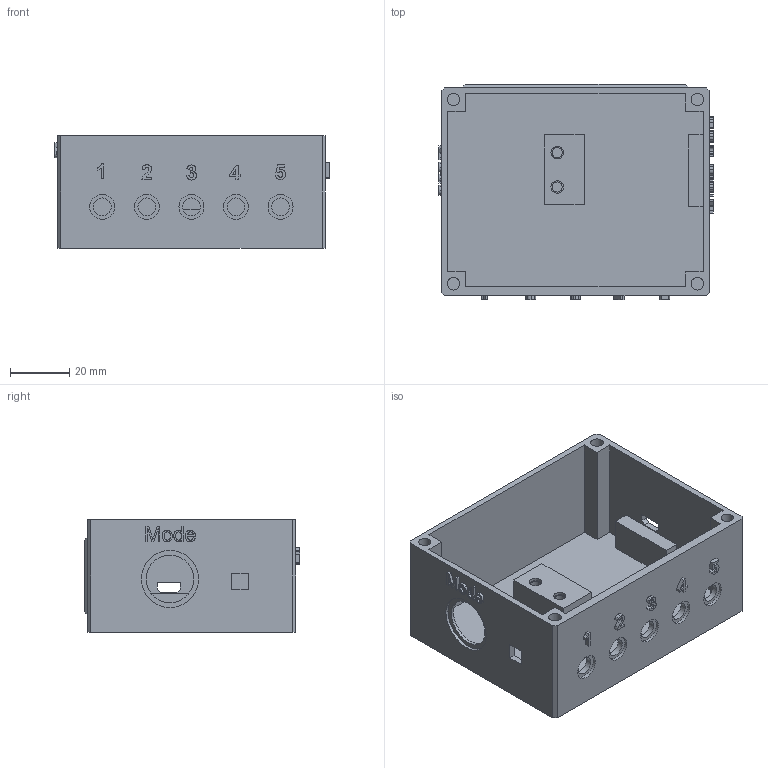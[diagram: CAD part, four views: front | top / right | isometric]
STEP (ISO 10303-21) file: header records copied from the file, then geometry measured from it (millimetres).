
FILE_DESCRIPTION(/* description */ (''),/* implementation_level */ '2;1');
FILE_NAME(/* name */ 'Boitier.step',/* time_stamp */ '2024-04-10T11:54:05-04:00',/* author */ (''),/* organization */ (''),/* preprocessor_version */ 'ST-DEVELOPER v20',/* originating_system */ 'Autodesk Translation Framework v12.20.1.177',/* authorisation */ '');
FILE_SCHEMA (('AUTOMOTIVE_DESIGN { 1 0 10303 214 3 1 1 }'));
Length unit declared in the file: millimetre
Products named in the file (1): Boitier (1)
Bounding box: 92.4 x 72.6 x 38 mm (x, y, z)
Volume: 47292 mm3; surface area: 37356.6 mm2
Topology: 1 solids, 1 shells, 442 faces, 1197 edges, 800 vertices
Faces by surface type: bspline 223, plane 199, cylinder 20
Full cylindrical faces by diameter (mm): 3.4 x2, 4.2 x6, 6 x5, 8.4 x5, 16 x1, 19.2 x1
Entity records: 15958 total; most frequent: CARTESIAN_POINT 6273, ORIENTED_EDGE 2394, DIRECTION 1217, EDGE_CURVE 1197, VERTEX_POINT 800, LINE 697, VECTOR 697, EDGE_LOOP 501
